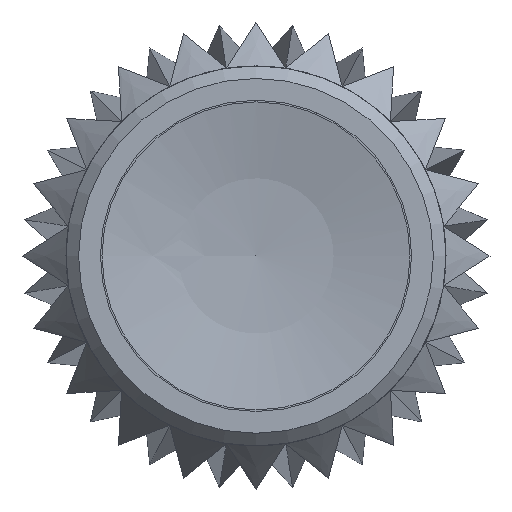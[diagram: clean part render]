
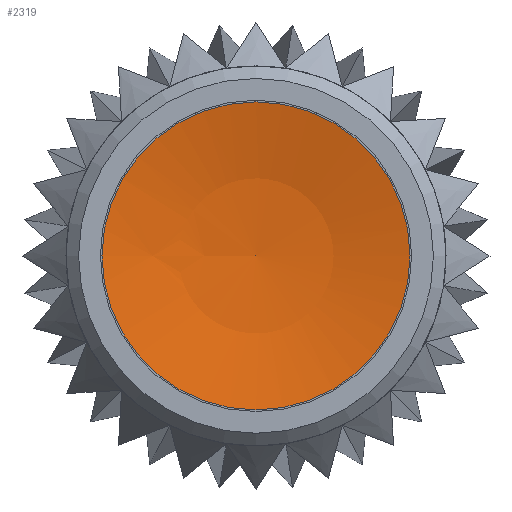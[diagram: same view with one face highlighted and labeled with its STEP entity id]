
A CAD part, top view. The second image highlights one B-rep face of the part: STEP entity #2319.
In plain terms, the highlighted spherical face has radius 25 mm.
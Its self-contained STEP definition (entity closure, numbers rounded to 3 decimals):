
#217=SPHERICAL_SURFACE('',#2600,25.);
#334=FACE_OUTER_BOUND('',#526,.T.);
#526=EDGE_LOOP('',(#1736,#1737,#1738));
#1035=CIRCLE('',#2601,6.078);
#1036=CIRCLE('',#2602,25.);
#1125=VERTEX_POINT('',#3768);
#1126=VERTEX_POINT('',#3770);
#1357=EDGE_CURVE('',#1125,#1125,#1035,.T.);
#1358=EDGE_CURVE('',#1126,#1125,#1036,.T.);
#1736=ORIENTED_EDGE('',*,*,#1357,.F.);
#1737=ORIENTED_EDGE('',*,*,#1358,.F.);
#1738=ORIENTED_EDGE('',*,*,#1358,.T.);
#2319=ADVANCED_FACE('',(#334),#217,.F.);
#2600=AXIS2_PLACEMENT_3D('',#3767,#3006,#3007);
#2601=AXIS2_PLACEMENT_3D('',#3769,#3008,#3009);
#2602=AXIS2_PLACEMENT_3D('',#3771,#3010,#3011);
#3006=DIRECTION('center_axis',(0.,0.,1.));
#3007=DIRECTION('ref_axis',(1.,0.,0.));
#3008=DIRECTION('center_axis',(0.,0.,-1.));
#3009=DIRECTION('ref_axis',(0.,1.,0.));
#3010=DIRECTION('center_axis',(0.,1.,0.));
#3011=DIRECTION('ref_axis',(-1.,0.,0.));
#3767=CARTESIAN_POINT('Origin',(0.,0.,39.75));
#3768=CARTESIAN_POINT('',(-6.078,0.,15.5));
#3769=CARTESIAN_POINT('Origin',(0.,0.,15.5));
#3770=CARTESIAN_POINT('',(0.,0.,14.75));
#3771=CARTESIAN_POINT('Origin',(0.,0.,39.75));
